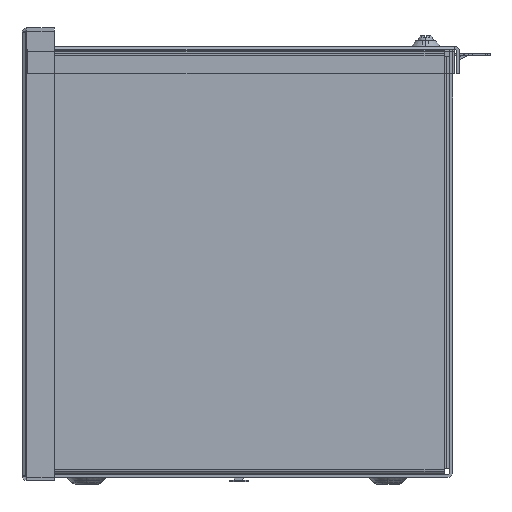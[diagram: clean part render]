
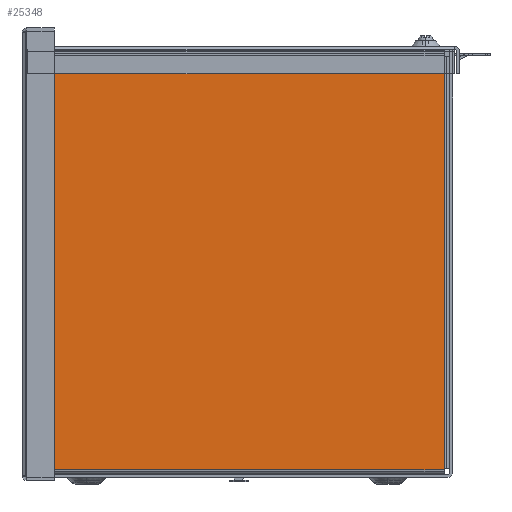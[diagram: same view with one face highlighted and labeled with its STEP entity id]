
A CAD part, left-side view. The second image highlights one B-rep face of the part: STEP entity #25348.
In plain terms, the highlighted planar face has unit normal (-1, 0, 0).
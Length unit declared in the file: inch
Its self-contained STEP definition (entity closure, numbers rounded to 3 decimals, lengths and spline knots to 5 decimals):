
#114 = VERTEX_POINT ( 'NONE', #36522 ) ;
#562 = LINE ( 'NONE', #18098, #21436 ) ;
#1269 = ORIENTED_EDGE ( 'NONE', *, *, #19623, .T. ) ;
#1595 = LINE ( 'NONE', #18918, #33760 ) ;
#2287 = DIRECTION ( 'NONE',  ( 0., -1., 0. ) ) ;
#3135 = LINE ( 'NONE', #20000, #29980 ) ;
#3505 = VERTEX_POINT ( 'NONE', #9715 ) ;
#4145 = ORIENTED_EDGE ( 'NONE', *, *, #8439, .T. ) ;
#4371 = VERTEX_POINT ( 'NONE', #11387 ) ;
#4496 = ORIENTED_EDGE ( 'NONE', *, *, #38472, .T. ) ;
#4765 = DIRECTION ( 'NONE',  ( 0., 0., -1. ) ) ;
#5259 = CARTESIAN_POINT ( 'NONE',  ( -36., -4.784, 0.197 ) ) ;
#5298 = DIRECTION ( 'NONE',  ( 0., 1., 0. ) ) ;
#5736 = CARTESIAN_POINT ( 'NONE',  ( -36., -4.767, 0.18 ) ) ;
#5787 = VERTEX_POINT ( 'NONE', #29791 ) ;
#5934 = CARTESIAN_POINT ( 'NONE',  ( -36., 4.819, 9.8 ) ) ;
#6130 = CARTESIAN_POINT ( 'NONE',  ( -36., 4.836, 9.908 ) ) ;
#6342 = ORIENTED_EDGE ( 'NONE', *, *, #12922, .T. ) ;
#6745 = DIRECTION ( 'NONE',  ( 0., 0., 1. ) ) ;
#6753 = DIRECTION ( 'NONE',  ( 0., 0., 1. ) ) ;
#7403 = ORIENTED_EDGE ( 'NONE', *, *, #39750, .T. ) ;
#7744 = EDGE_CURVE ( 'NONE', #36862, #8727, #40048, .T. ) ;
#8124 = PLANE ( 'NONE',  #18919 ) ;
#8439 = EDGE_CURVE ( 'NONE', #17931, #14637, #19438, .T. ) ;
#8720 = CARTESIAN_POINT ( 'NONE',  ( -36., -4.784, 9.783 ) ) ;
#8727 = VERTEX_POINT ( 'NONE', #42114 ) ;
#9715 = CARTESIAN_POINT ( 'NONE',  ( -36., -4.767, 9.8 ) ) ;
#9826 = CARTESIAN_POINT ( 'NONE',  ( -36., -4.892, 0.197 ) ) ;
#10091 = CARTESIAN_POINT ( 'NONE',  ( -36., -4.784, 9.908 ) ) ;
#11254 = VECTOR ( 'NONE', #27143, 39.37008 ) ;
#11387 = CARTESIAN_POINT ( 'NONE',  ( -36., 4.819, 0.197 ) ) ;
#11702 = DIRECTION ( 'NONE',  ( -1., 0., 0. ) ) ;
#11782 = VERTEX_POINT ( 'NONE', #5259 ) ;
#12398 = LINE ( 'NONE', #24098, #32789 ) ;
#12922 = EDGE_CURVE ( 'NONE', #31763, #31213, #17196, .T. ) ;
#14172 = ORIENTED_EDGE ( 'NONE', *, *, #42596, .T. ) ;
#14637 = VERTEX_POINT ( 'NONE', #18182 ) ;
#15511 = ORIENTED_EDGE ( 'NONE', *, *, #17934, .T. ) ;
#16005 = LINE ( 'NONE', #22766, #33435 ) ;
#16666 = DIRECTION ( 'NONE',  ( 0., 0., -1. ) ) ;
#17196 = LINE ( 'NONE', #30906, #29175 ) ;
#17931 = VERTEX_POINT ( 'NONE', #8720 ) ;
#17934 = EDGE_CURVE ( 'NONE', #5787, #11782, #40634, .T. ) ;
#18053 = CARTESIAN_POINT ( 'NONE',  ( -36., 4.819, 9.783 ) ) ;
#18098 = CARTESIAN_POINT ( 'NONE',  ( -36., 4.944, 0.18 ) ) ;
#18182 = CARTESIAN_POINT ( 'NONE',  ( -36., -4.767, 9.783 ) ) ;
#18516 = VECTOR ( 'NONE', #6745, 39.37008 ) ;
#18797 = ORIENTED_EDGE ( 'NONE', *, *, #36157, .T. ) ;
#18918 = CARTESIAN_POINT ( 'NONE',  ( -36., -4.767, 0.197 ) ) ;
#18919 = AXIS2_PLACEMENT_3D ( 'NONE', #21845, #11702, #4765 ) ;
#19438 = LINE ( 'NONE', #33144, #23257 ) ;
#19623 = EDGE_CURVE ( 'NONE', #114, #28531, #562, .T. ) ;
#19633 = CARTESIAN_POINT ( 'NONE',  ( -36., 4.944, 9.783 ) ) ;
#20000 = CARTESIAN_POINT ( 'NONE',  ( -36., 4.944, 9.8 ) ) ;
#20009 = LINE ( 'NONE', #20687, #40099 ) ;
#20279 = DIRECTION ( 'NONE',  ( 0., 0., -1. ) ) ;
#20687 = CARTESIAN_POINT ( 'NONE',  ( -36., -4.767, 9.908 ) ) ;
#21436 = VECTOR ( 'NONE', #27550, 39.37008 ) ;
#21845 = CARTESIAN_POINT ( 'NONE',  ( -36., 4.944, 9.908 ) ) ;
#22766 = CARTESIAN_POINT ( 'NONE',  ( -36., 4.819, 0.197 ) ) ;
#23257 = VECTOR ( 'NONE', #5298, 39.37008 ) ;
#23918 = VECTOR ( 'NONE', #16666, 39.37008 ) ;
#24098 = CARTESIAN_POINT ( 'NONE',  ( -36., 4.819, 0.072 ) ) ;
#24176 = DIRECTION ( 'NONE',  ( 0., 0., -1. ) ) ;
#25011 = DIRECTION ( 'NONE',  ( 0., 0., 1. ) ) ;
#25348 = ADVANCED_FACE ( 'NONE', ( #38913 ), #8124, .T. ) ;
#26138 = EDGE_CURVE ( 'NONE', #31213, #36862, #43451, .T. ) ;
#27143 = DIRECTION ( 'NONE',  ( 0., -1., 0. ) ) ;
#27550 = DIRECTION ( 'NONE',  ( 0., -1., 0. ) ) ;
#28531 = VERTEX_POINT ( 'NONE', #5736 ) ;
#29146 = EDGE_LOOP ( 'NONE', ( #40775, #4145, #33522, #7403, #6342, #33417, #40024, #18797, #4496, #1269, #14172, #15511 ) ) ;
#29175 = VECTOR ( 'NONE', #24176, 39.37008 ) ;
#29791 = CARTESIAN_POINT ( 'NONE',  ( -36., -4.767, 0.197 ) ) ;
#29980 = VECTOR ( 'NONE', #30319, 39.37008 ) ;
#30319 = DIRECTION ( 'NONE',  ( 0., 1., 0. ) ) ;
#30906 = CARTESIAN_POINT ( 'NONE',  ( -36., 4.819, 9.783 ) ) ;
#31213 = VERTEX_POINT ( 'NONE', #18053 ) ;
#31763 = VERTEX_POINT ( 'NONE', #5934 ) ;
#32452 = DIRECTION ( 'NONE',  ( 0., 1., 0. ) ) ;
#32761 = CARTESIAN_POINT ( 'NONE',  ( -36., 4.836, 9.783 ) ) ;
#32789 = VECTOR ( 'NONE', #20279, 39.37008 ) ;
#33144 = CARTESIAN_POINT ( 'NONE',  ( -36., -4.767, 9.783 ) ) ;
#33417 = ORIENTED_EDGE ( 'NONE', *, *, #26138, .T. ) ;
#33435 = VECTOR ( 'NONE', #2287, 39.37008 ) ;
#33522 = ORIENTED_EDGE ( 'NONE', *, *, #40767, .T. ) ;
#33760 = VECTOR ( 'NONE', #25011, 39.37008 ) ;
#34763 = VECTOR ( 'NONE', #32452, 39.37008 ) ;
#36157 = EDGE_CURVE ( 'NONE', #8727, #4371, #16005, .T. ) ;
#36522 = CARTESIAN_POINT ( 'NONE',  ( -36., 4.819, 0.18 ) ) ;
#36862 = VERTEX_POINT ( 'NONE', #32761 ) ;
#37739 = LINE ( 'NONE', #10091, #18516 ) ;
#38472 = EDGE_CURVE ( 'NONE', #4371, #114, #12398, .T. ) ;
#38913 = FACE_OUTER_BOUND ( 'NONE', #29146, .T. ) ;
#39750 = EDGE_CURVE ( 'NONE', #3505, #31763, #3135, .T. ) ;
#39793 = EDGE_CURVE ( 'NONE', #11782, #17931, #37739, .T. ) ;
#40024 = ORIENTED_EDGE ( 'NONE', *, *, #7744, .T. ) ;
#40048 = LINE ( 'NONE', #6130, #23918 ) ;
#40099 = VECTOR ( 'NONE', #6753, 39.37008 ) ;
#40634 = LINE ( 'NONE', #9826, #11254 ) ;
#40767 = EDGE_CURVE ( 'NONE', #14637, #3505, #20009, .T. ) ;
#40775 = ORIENTED_EDGE ( 'NONE', *, *, #39793, .T. ) ;
#42114 = CARTESIAN_POINT ( 'NONE',  ( -36., 4.836, 0.197 ) ) ;
#42596 = EDGE_CURVE ( 'NONE', #28531, #5787, #1595, .T. ) ;
#43451 = LINE ( 'NONE', #19633, #34763 ) ;
